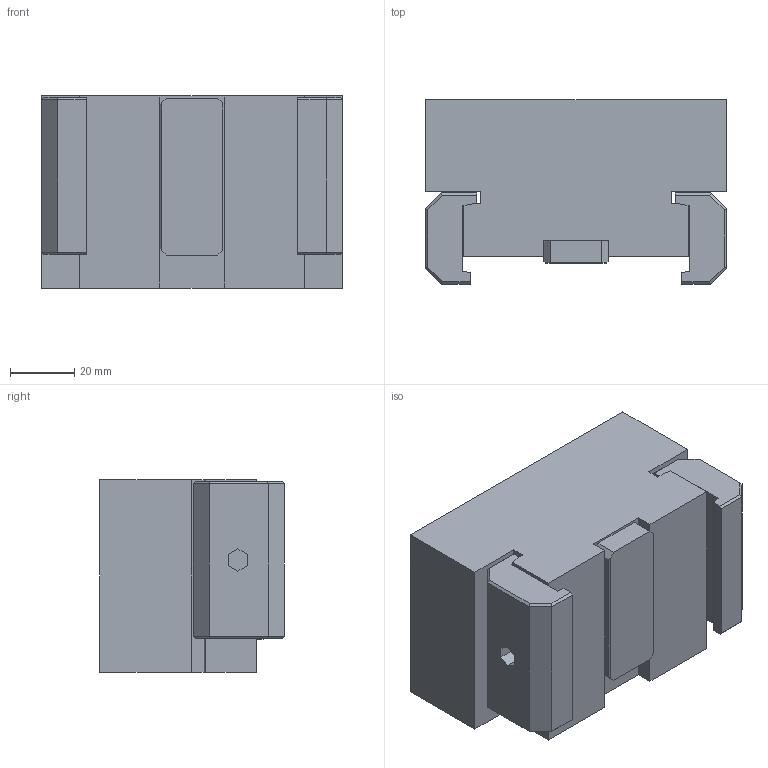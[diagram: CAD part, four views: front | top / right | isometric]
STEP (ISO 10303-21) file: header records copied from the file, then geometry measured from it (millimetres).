
FILE_DESCRIPTION(/* description */ (''),/* implementation_level */ '2;1');
FILE_NAME(/* name */ '310-0094-001-Kunde.stp',/* time_stamp */ '2023-01-20T14:55:27+01:00',/* author */ ('Chiacchiera'),/* organization */ (''),/* preprocessor_version */ 'ST-DEVELOPER v19.2',/* originating_system */ 'Autodesk Inventor 2023',/* authorisation */ '0 mm^3');
FILE_SCHEMA (('AUTOMOTIVE_DESIGN { 1 0 10303 214 3 1 1 }'));
Length unit declared in the file: millimetre
Products named in the file (1): 310-0094-001-Kunde
Bounding box: 94 x 57.64 x 60 mm (x, y, z)
Volume: 277060.4 mm3; surface area: 36654.2 mm2
Topology: 1 solids, 1 shells, 108 faces, 290 edges, 184 vertices
Faces by surface type: plane 104, cylinder 4
Full cylindrical faces by diameter (mm): 8 x2
Entity records: 3490 total; most frequent: CARTESIAN_POINT 583, ORIENTED_EDGE 580, DIRECTION 516, EDGE_CURVE 290, LINE 282, VECTOR 282, VERTEX_POINT 184, AXIS2_PLACEMENT_3D 117
